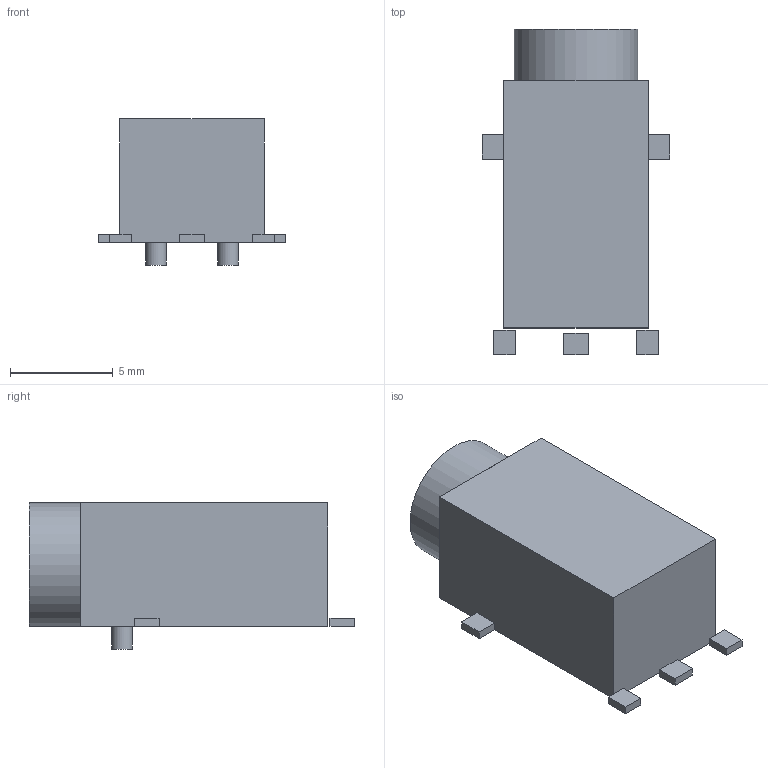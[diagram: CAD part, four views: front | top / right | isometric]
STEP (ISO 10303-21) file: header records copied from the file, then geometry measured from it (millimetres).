
FILE_DESCRIPTION(('FreeCAD Model'),'2;1');
FILE_NAME('1503_13_VP3.step', '2018-07-19T11:56:44',('kicad StepUp'),('ksu MCAD'), 'Open CASCADE STEP processor 6.8','FreeCAD','Unknown');
FILE_SCHEMA(('AUTOMOTIVE_DESIGN_CC2 { 1 2 10303 214 -1 1 5 4 }'));
Length unit declared in the file: millimetre
Products named in the file (1): 1503_13_VP3
Bounding box: 9.1 x 15.8 x 7.1 mm (x, y, z)
Volume: 578.9 mm3; surface area: 531.3 mm2
Topology: 9 solids, 9 shells, 45 faces, 81 edges, 54 vertices
Faces by surface type: plane 42, cylinder 3
Full cylindrical faces by diameter (mm): 1 x2, 6 x1
Entity records: 1393 total; most frequent: CARTESIAN_POINT 181, DIRECTION 179, ORIENTED_EDGE 162, EDGE_CURVE 81, LINE 75, VECTOR 75, VERTEX_POINT 54, AXIS2_PLACEMENT_3D 52
